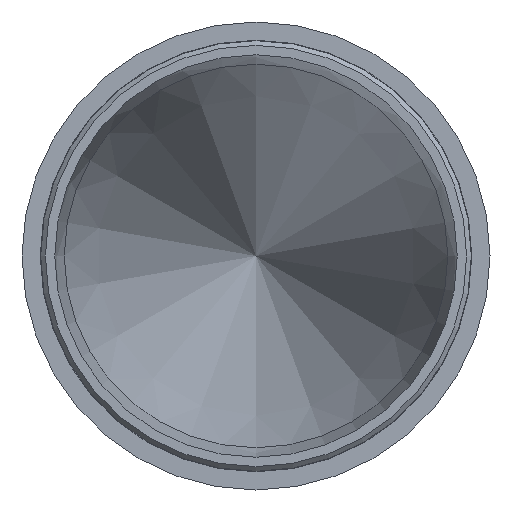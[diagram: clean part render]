
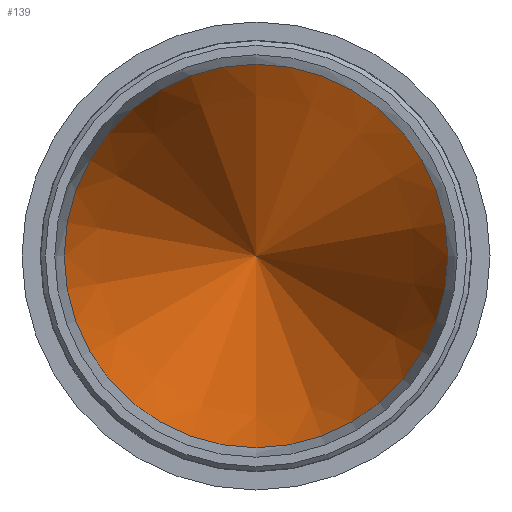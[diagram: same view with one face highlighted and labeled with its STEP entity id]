
A CAD part, front view. The second image highlights one B-rep face of the part: STEP entity #139.
In plain terms, the highlighted conical face has half-angle 16.39 degrees and reference radius 21.5 mm.
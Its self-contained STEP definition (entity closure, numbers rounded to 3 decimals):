
#28=FACE_OUTER_BOUND('',#39,.T.);
#39=EDGE_LOOP('',(#116,#117,#118));
#48=LINE('',#284,#54);
#54=VECTOR('',#215,21.5);
#62=CIRCLE('',#172,40.968);
#73=VERTEX_POINT('',#275);
#75=VERTEX_POINT('',#283);
#86=EDGE_CURVE('',#73,#73,#62,.T.);
#90=EDGE_CURVE('',#75,#73,#48,.T.);
#116=ORIENTED_EDGE('',*,*,#90,.T.);
#117=ORIENTED_EDGE('',*,*,#86,.F.);
#118=ORIENTED_EDGE('',*,*,#90,.F.);
#131=CONICAL_SURFACE('',#176,21.5,0.286);
#139=ADVANCED_FACE('',(#28),#131,.F.);
#172=AXIS2_PLACEMENT_3D('',#276,#204,#205);
#176=AXIS2_PLACEMENT_3D('',#282,#213,#214);
#204=DIRECTION('center_axis',(0.,1.,0.));
#205=DIRECTION('ref_axis',(1.,0.,0.));
#213=DIRECTION('center_axis',(0.,-1.,0.));
#214=DIRECTION('ref_axis',(0.,0.,1.));
#215=DIRECTION('',(0.,-0.959,-0.282));
#275=CARTESIAN_POINT('',(0.,30.076,-40.968));
#276=CARTESIAN_POINT('Origin',(0.,30.076,0.));
#282=CARTESIAN_POINT('Origin',(0.,96.268,0.));
#283=CARTESIAN_POINT('',(0.,169.368,0.));
#284=CARTESIAN_POINT('',(0.,96.268,-21.5));
